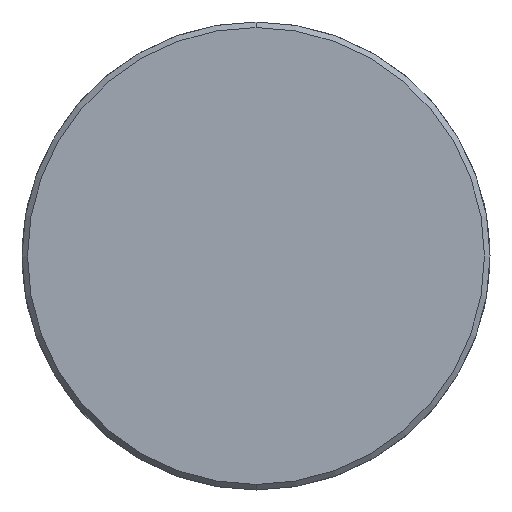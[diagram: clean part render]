
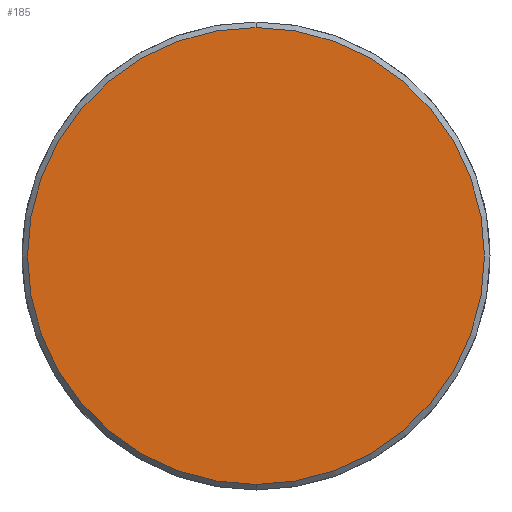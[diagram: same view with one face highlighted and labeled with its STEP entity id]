
A CAD part, front view. The second image highlights one B-rep face of the part: STEP entity #185.
In plain terms, the highlighted planar face has unit normal (0, -1, 0).
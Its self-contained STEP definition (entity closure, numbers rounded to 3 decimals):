
#162 = DIRECTION ( 'NONE',  ( 0., -1., 0. ) ) ;
#185 = ADVANCED_FACE ( 'NONE', ( #1707 ), #1826, .T. ) ;
#190 = AXIS2_PLACEMENT_3D ( 'NONE', #410, #1201, #1110 ) ;
#274 = EDGE_CURVE ( 'NONE', #1690, #995, #586, .T. ) ;
#301 = DIRECTION ( 'NONE',  ( 0., 0., -1. ) ) ;
#410 = CARTESIAN_POINT ( 'NONE',  ( 0., 0., 0. ) ) ;
#586 = CIRCLE ( 'NONE', #978, 16.6 ) ;
#688 = ORIENTED_EDGE ( 'NONE', *, *, #1169, .T. ) ;
#776 = AXIS2_PLACEMENT_3D ( 'NONE', #1142, #1550, #1277 ) ;
#816 = EDGE_LOOP ( 'NONE', ( #1789, #688 ) ) ;
#978 = AXIS2_PLACEMENT_3D ( 'NONE', #1001, #162, #301 ) ;
#995 = VERTEX_POINT ( 'NONE', #1568 ) ;
#1001 = CARTESIAN_POINT ( 'NONE',  ( 0., 0., 0. ) ) ;
#1110 = DIRECTION ( 'NONE',  ( 0., 0., -1. ) ) ;
#1142 = CARTESIAN_POINT ( 'NONE',  ( 0., 0., 0. ) ) ;
#1169 = EDGE_CURVE ( 'NONE', #995, #1690, #1384, .T. ) ;
#1201 = DIRECTION ( 'NONE',  ( 0., -1., 0. ) ) ;
#1277 = DIRECTION ( 'NONE',  ( 0., 0., -1. ) ) ;
#1384 = CIRCLE ( 'NONE', #776, 16.6 ) ;
#1494 = CARTESIAN_POINT ( 'NONE',  ( 0., 0., 16.6 ) ) ;
#1550 = DIRECTION ( 'NONE',  ( 0., -1., 0. ) ) ;
#1568 = CARTESIAN_POINT ( 'NONE',  ( 0., 0., -16.6 ) ) ;
#1690 = VERTEX_POINT ( 'NONE', #1494 ) ;
#1707 = FACE_OUTER_BOUND ( 'NONE', #816, .T. ) ;
#1789 = ORIENTED_EDGE ( 'NONE', *, *, #274, .T. ) ;
#1826 = PLANE ( 'NONE',  #190 ) ;
